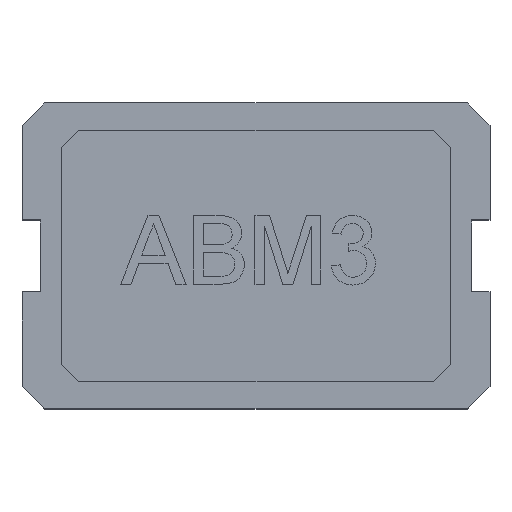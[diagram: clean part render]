
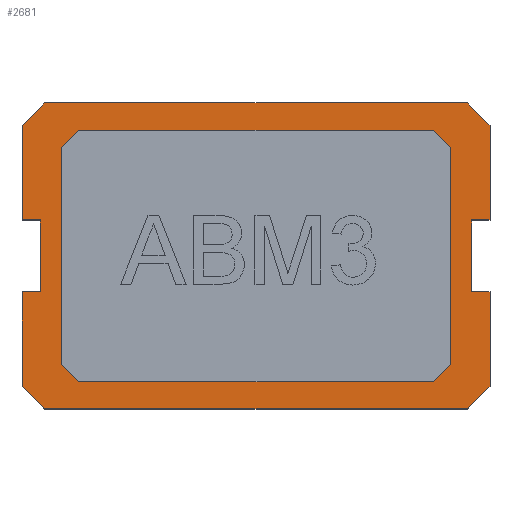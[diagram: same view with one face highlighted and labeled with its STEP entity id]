
A CAD part, top view. The second image highlights one B-rep face of the part: STEP entity #2681.
In plain terms, the highlighted planar face has unit normal (0, 0, 1).
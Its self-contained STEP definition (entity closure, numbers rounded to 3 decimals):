
#52=FACE_BOUND($,#282,.T.);
#131=FACE_OUTER_BOUND($,#281,.T.);
#281=EDGE_LOOP($,(#1921,#1922,#1923,#1924,#1925,#1926,#1927,#1928,#1929,
#1930,#1931,#1932,#1933,#1934,#1935,#1936));
#282=EDGE_LOOP($,(#1937,#1938,#1939,#1940,#1941,#1942,#1943,#1944));
#455=LINE($,#3600,#795);
#458=LINE($,#3605,#798);
#481=LINE($,#3651,#821);
#484=LINE($,#3656,#824);
#486=LINE($,#3660,#826);
#488=LINE($,#3664,#828);
#524=LINE($,#4069,#864);
#525=LINE($,#4070,#865);
#526=LINE($,#4072,#866);
#527=LINE($,#4074,#867);
#528=LINE($,#4076,#868);
#529=LINE($,#4078,#869);
#530=LINE($,#4079,#870);
#531=LINE($,#4081,#871);
#532=LINE($,#4083,#872);
#533=LINE($,#4084,#873);
#534=LINE($,#4087,#874);
#535=LINE($,#4089,#875);
#536=LINE($,#4091,#876);
#537=LINE($,#4093,#877);
#538=LINE($,#4095,#878);
#539=LINE($,#4097,#879);
#540=LINE($,#4099,#880);
#541=LINE($,#4100,#881);
#795=VECTOR($,#2992,1.046);
#798=VECTOR($,#2997,0.203);
#821=VECTOR($,#3034,1.046);
#824=VECTOR($,#3039,0.203);
#826=VECTOR($,#3043,0.8);
#828=VECTOR($,#3047,0.8);
#864=VECTOR($,#3087,4.692);
#865=VECTOR($,#3088,0.359);
#866=VECTOR($,#3089,0.203);
#867=VECTOR($,#3090,1.046);
#868=VECTOR($,#3091,0.359);
#869=VECTOR($,#3092,4.692);
#870=VECTOR($,#3093,0.359);
#871=VECTOR($,#3094,0.203);
#872=VECTOR($,#3095,1.046);
#873=VECTOR($,#3096,0.359);
#874=VECTOR($,#3097,3.937);
#875=VECTOR($,#3098,0.269);
#876=VECTOR($,#3099,2.413);
#877=VECTOR($,#3100,0.269);
#878=VECTOR($,#3101,3.937);
#879=VECTOR($,#3102,0.269);
#880=VECTOR($,#3103,2.413);
#881=VECTOR($,#3104,0.269);
#1128=VERTEX_POINT($,#3597);
#1129=VERTEX_POINT($,#3599);
#1130=VERTEX_POINT($,#3603);
#1145=VERTEX_POINT($,#3648);
#1146=VERTEX_POINT($,#3650);
#1147=VERTEX_POINT($,#3654);
#1148=VERTEX_POINT($,#3658);
#1149=VERTEX_POINT($,#3662);
#1205=VERTEX_POINT($,#4067);
#1206=VERTEX_POINT($,#4068);
#1207=VERTEX_POINT($,#4071);
#1208=VERTEX_POINT($,#4073);
#1209=VERTEX_POINT($,#4075);
#1210=VERTEX_POINT($,#4077);
#1211=VERTEX_POINT($,#4080);
#1212=VERTEX_POINT($,#4082);
#1213=VERTEX_POINT($,#4085);
#1214=VERTEX_POINT($,#4086);
#1215=VERTEX_POINT($,#4088);
#1216=VERTEX_POINT($,#4090);
#1217=VERTEX_POINT($,#4092);
#1218=VERTEX_POINT($,#4094);
#1219=VERTEX_POINT($,#4096);
#1220=VERTEX_POINT($,#4098);
#1399=EDGE_CURVE($,#1128,#1129,#455,.T.);
#1402=EDGE_CURVE($,#1130,#1128,#458,.T.);
#1425=EDGE_CURVE($,#1145,#1146,#481,.T.);
#1428=EDGE_CURVE($,#1147,#1145,#484,.T.);
#1430=EDGE_CURVE($,#1148,#1130,#486,.T.);
#1432=EDGE_CURVE($,#1149,#1147,#488,.T.);
#1488=EDGE_CURVE($,#1205,#1206,#524,.T.);
#1489=EDGE_CURVE($,#1205,#1146,#525,.T.);
#1490=EDGE_CURVE($,#1207,#1149,#526,.T.);
#1491=EDGE_CURVE($,#1208,#1207,#527,.T.);
#1492=EDGE_CURVE($,#1208,#1209,#528,.T.);
#1493=EDGE_CURVE($,#1210,#1209,#529,.T.);
#1494=EDGE_CURVE($,#1210,#1129,#530,.T.);
#1495=EDGE_CURVE($,#1211,#1148,#531,.T.);
#1496=EDGE_CURVE($,#1212,#1211,#532,.T.);
#1497=EDGE_CURVE($,#1212,#1206,#533,.T.);
#1498=EDGE_CURVE($,#1213,#1214,#534,.T.);
#1499=EDGE_CURVE($,#1214,#1215,#535,.T.);
#1500=EDGE_CURVE($,#1215,#1216,#536,.T.);
#1501=EDGE_CURVE($,#1216,#1217,#537,.T.);
#1502=EDGE_CURVE($,#1217,#1218,#538,.T.);
#1503=EDGE_CURVE($,#1218,#1219,#539,.T.);
#1504=EDGE_CURVE($,#1219,#1220,#540,.T.);
#1505=EDGE_CURVE($,#1220,#1213,#541,.T.);
#1921=ORIENTED_EDGE($,*,*,#1488,.F.);
#1922=ORIENTED_EDGE($,*,*,#1489,.T.);
#1923=ORIENTED_EDGE($,*,*,#1425,.F.);
#1924=ORIENTED_EDGE($,*,*,#1428,.F.);
#1925=ORIENTED_EDGE($,*,*,#1432,.F.);
#1926=ORIENTED_EDGE($,*,*,#1490,.F.);
#1927=ORIENTED_EDGE($,*,*,#1491,.F.);
#1928=ORIENTED_EDGE($,*,*,#1492,.T.);
#1929=ORIENTED_EDGE($,*,*,#1493,.F.);
#1930=ORIENTED_EDGE($,*,*,#1494,.T.);
#1931=ORIENTED_EDGE($,*,*,#1399,.F.);
#1932=ORIENTED_EDGE($,*,*,#1402,.F.);
#1933=ORIENTED_EDGE($,*,*,#1430,.F.);
#1934=ORIENTED_EDGE($,*,*,#1495,.F.);
#1935=ORIENTED_EDGE($,*,*,#1496,.F.);
#1936=ORIENTED_EDGE($,*,*,#1497,.T.);
#1937=ORIENTED_EDGE($,*,*,#1498,.T.);
#1938=ORIENTED_EDGE($,*,*,#1499,.T.);
#1939=ORIENTED_EDGE($,*,*,#1500,.T.);
#1940=ORIENTED_EDGE($,*,*,#1501,.T.);
#1941=ORIENTED_EDGE($,*,*,#1502,.T.);
#1942=ORIENTED_EDGE($,*,*,#1503,.T.);
#1943=ORIENTED_EDGE($,*,*,#1504,.T.);
#1944=ORIENTED_EDGE($,*,*,#1505,.T.);
#2563=PLANE($,#2834);
#2681=ADVANCED_FACE($,(#131,#52),#2563,.F.);
#2834=AXIS2_PLACEMENT_3D($,#4066,#3085,#3086);
#2992=DIRECTION($,(0.,1.,0.));
#2997=DIRECTION($,(-1.,0.,0.));
#3034=DIRECTION($,(0.,-1.,0.));
#3039=DIRECTION($,(1.,0.,0.));
#3043=DIRECTION($,(0.,1.,0.));
#3047=DIRECTION($,(0.,-1.,0.));
#3085=DIRECTION('center_axis',(0.,0.,-1.));
#3086=DIRECTION('ref_axis',(0.,1.,0.));
#3087=DIRECTION($,(-1.,0.,0.));
#3088=DIRECTION($,(0.707,0.707,0.));
#3089=DIRECTION($,(-1.,0.,0.));
#3090=DIRECTION($,(0.,-1.,0.));
#3091=DIRECTION($,(-0.707,0.707,0.));
#3092=DIRECTION($,(1.,0.,0.));
#3093=DIRECTION($,(-0.707,-0.707,0.));
#3094=DIRECTION($,(1.,0.,0.));
#3095=DIRECTION($,(0.,1.,0.));
#3096=DIRECTION($,(0.707,-0.707,0.));
#3097=DIRECTION($,(-1.,0.,0.));
#3098=DIRECTION($,(-0.707,0.707,0.));
#3099=DIRECTION($,(0.,1.,0.));
#3100=DIRECTION($,(0.707,0.707,0.));
#3101=DIRECTION($,(1.,0.,0.));
#3102=DIRECTION($,(0.707,-0.707,0.));
#3103=DIRECTION($,(0.,-1.,0.));
#3104=DIRECTION($,(-0.707,-0.707,0.));
#3597=CARTESIAN_POINT('',(-2.6,0.4,0.538));
#3599=CARTESIAN_POINT('',(-2.6,1.446,0.538));
#3600=CARTESIAN_POINT($,(-2.6,-1.6,0.538));
#3603=CARTESIAN_POINT('',(-2.397,0.4,0.538));
#3605=CARTESIAN_POINT($,(-2.6,0.4,0.538));
#3648=CARTESIAN_POINT('',(2.6,-0.4,0.538));
#3650=CARTESIAN_POINT('',(2.6,-1.446,0.538));
#3651=CARTESIAN_POINT($,(2.6,-1.6,0.538));
#3654=CARTESIAN_POINT('',(2.397,-0.4,0.538));
#3656=CARTESIAN_POINT($,(-2.4,-0.4,0.538));
#3658=CARTESIAN_POINT('',(-2.397,-0.4,0.538));
#3660=CARTESIAN_POINT($,(-2.397,-1.6,0.538));
#3662=CARTESIAN_POINT('',(2.397,0.4,0.538));
#3664=CARTESIAN_POINT($,(2.397,-1.6,0.538));
#4066=CARTESIAN_POINT('Origin',(-2.5,-1.6,0.538));
#4067=CARTESIAN_POINT('',(2.346,-1.7,0.538));
#4068=CARTESIAN_POINT('',(-2.346,-1.7,0.538));
#4069=CARTESIAN_POINT($,(-2.5,-1.7,0.538));
#4070=CARTESIAN_POINT($,(2.6,-1.446,0.538));
#4071=CARTESIAN_POINT('',(2.6,0.4,0.538));
#4072=CARTESIAN_POINT($,(-2.4,0.4,0.538));
#4073=CARTESIAN_POINT('',(2.6,1.446,0.538));
#4074=CARTESIAN_POINT($,(2.6,-1.6,0.538));
#4075=CARTESIAN_POINT('',(2.346,1.7,0.538));
#4076=CARTESIAN_POINT($,(2.346,1.7,0.538));
#4077=CARTESIAN_POINT('',(-2.346,1.7,0.538));
#4078=CARTESIAN_POINT($,(-2.5,1.7,0.538));
#4079=CARTESIAN_POINT($,(-2.6,1.446,0.538));
#4080=CARTESIAN_POINT('',(-2.6,-0.4,0.538));
#4081=CARTESIAN_POINT($,(-2.6,-0.4,0.538));
#4082=CARTESIAN_POINT('',(-2.6,-1.446,0.538));
#4083=CARTESIAN_POINT($,(-2.6,-1.7,0.538));
#4084=CARTESIAN_POINT($,(-2.346,-1.7,0.538));
#4085=CARTESIAN_POINT('',(1.969,-1.397,0.538));
#4086=CARTESIAN_POINT('',(-1.969,-1.397,0.538));
#4087=CARTESIAN_POINT($,(-2.5,-1.397,0.538));
#4088=CARTESIAN_POINT('',(-2.159,-1.207,0.538));
#4089=CARTESIAN_POINT($,(-2.133,-1.233,0.538));
#4090=CARTESIAN_POINT('',(-2.159,1.207,0.538));
#4091=CARTESIAN_POINT($,(-2.159,-1.6,0.538));
#4092=CARTESIAN_POINT('',(-1.969,1.397,0.538));
#4093=CARTESIAN_POINT($,(-3.733,-0.367,0.538));
#4094=CARTESIAN_POINT('',(1.969,1.397,0.538));
#4095=CARTESIAN_POINT($,(-2.5,1.397,0.538));
#4096=CARTESIAN_POINT('',(2.159,1.207,0.538));
#4097=CARTESIAN_POINT($,(1.233,2.133,0.538));
#4098=CARTESIAN_POINT('',(2.159,-1.207,0.538));
#4099=CARTESIAN_POINT($,(2.159,-1.6,0.538));
#4100=CARTESIAN_POINT($,(-0.367,-3.733,0.538));
